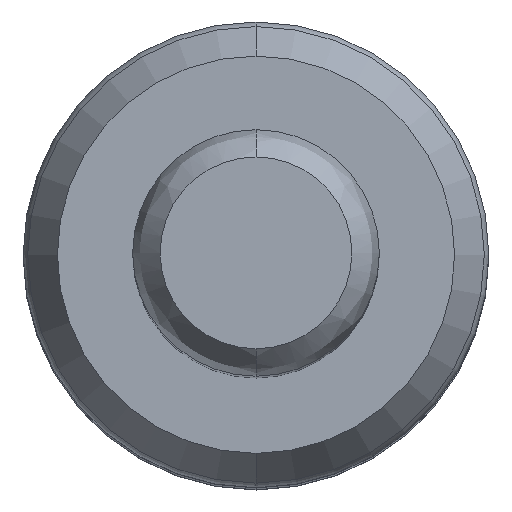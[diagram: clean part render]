
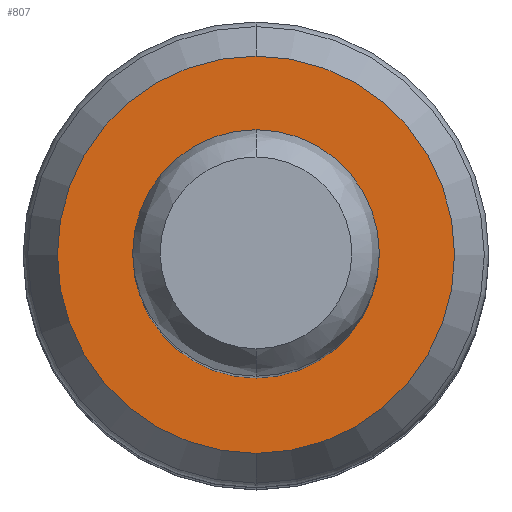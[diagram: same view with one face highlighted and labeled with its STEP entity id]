
A CAD part, top view. The second image highlights one B-rep face of the part: STEP entity #807.
In plain terms, the highlighted planar face has unit normal (0, 0, 1).
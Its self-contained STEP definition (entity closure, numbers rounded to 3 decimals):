
#197=CARTESIAN_POINT('',(0.,0.,0.));
#198=DIRECTION('',(0.,0.,1.));
#199=DIRECTION('',(0.,1.,0.));
#200=AXIS2_PLACEMENT_3D('',#197,#198,#199);
#206=CARTESIAN_POINT('',(0.,0.,0.));
#207=DIRECTION('',(0.,0.,-1.));
#208=DIRECTION('',(0.,1.,0.));
#209=AXIS2_PLACEMENT_3D('',#206,#207,#208);
#241=CARTESIAN_POINT('',(0.,0.,0.));
#242=DIRECTION('',(0.,0.,-1.));
#243=DIRECTION('',(0.,1.,0.));
#244=AXIS2_PLACEMENT_3D('',#241,#242,#243);
#246=CARTESIAN_POINT('',(0.,0.,0.));
#247=DIRECTION('',(0.,0.,-1.));
#248=DIRECTION('',(0.,-1.,0.));
#249=AXIS2_PLACEMENT_3D('',#246,#247,#248);
#431=CARTESIAN_POINT('',(0.,1.8,0.));
#432=CARTESIAN_POINT('',(0.,-1.8,0.));
#433=VERTEX_POINT('',#431);
#434=VERTEX_POINT('',#432);
#435=CARTESIAN_POINT('',(0.,2.9,0.));
#436=CARTESIAN_POINT('',(0.,-2.9,0.));
#437=VERTEX_POINT('',#435);
#438=VERTEX_POINT('',#436);
#792=CARTESIAN_POINT('',(0.,0.,0.));
#793=DIRECTION('',(0.,0.,-1.));
#794=DIRECTION('',(0.,-1.,0.));
#795=AXIS2_PLACEMENT_3D('',#792,#793,#794);
#796=PLANE('',#795);
#797=ORIENTED_EDGE('',*,*,#733,.F.);
#798=ORIENTED_EDGE('',*,*,#748,.T.);
#799=EDGE_LOOP('',(#797,#798));
#800=FACE_OUTER_BOUND('',#799,.F.);
#802=ORIENTED_EDGE('',*,*,#801,.F.);
#804=ORIENTED_EDGE('',*,*,#803,.F.);
#805=EDGE_LOOP('',(#802,#804));
#806=FACE_BOUND('',#805,.F.);
#201=CIRCLE('',#200,2.9);
#210=CIRCLE('',#209,2.9);
#245=CIRCLE('',#244,1.8);
#250=CIRCLE('',#249,1.8);
#733=EDGE_CURVE('',#437,#438,#201,.T.);
#748=EDGE_CURVE('',#437,#438,#210,.T.);
#801=EDGE_CURVE('',#433,#434,#245,.T.);
#803=EDGE_CURVE('',#434,#433,#250,.T.);
#807=ADVANCED_FACE('',(#800,#806),#796,.F.);
